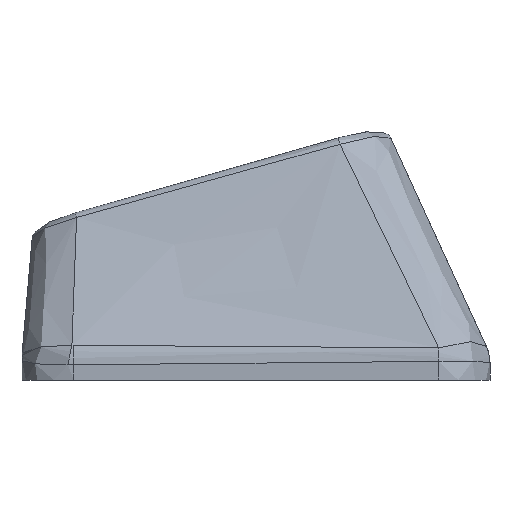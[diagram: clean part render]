
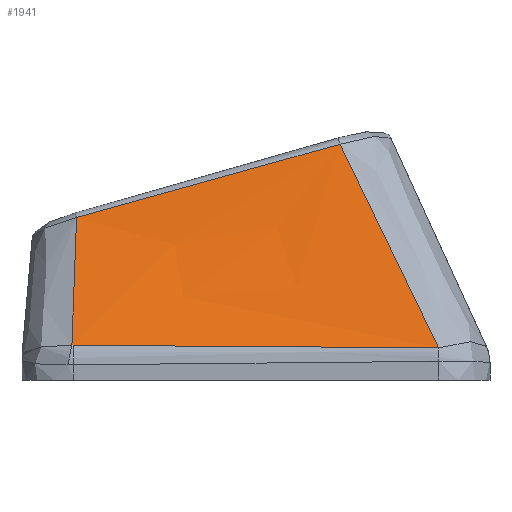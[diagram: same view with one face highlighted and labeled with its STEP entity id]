
A CAD part, left-side view. The second image highlights one B-rep face of the part: STEP entity #1941.
In plain terms, the highlighted free-form (B-spline) face has degree [3, 3] with [4, 4] control points.
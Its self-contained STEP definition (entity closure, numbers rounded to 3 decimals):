
#52=B_SPLINE_SURFACE_WITH_KNOTS('',3,3,((#4889,#4890,#4891,#4892),(#4893,
#4894,#4895,#4896),(#4897,#4898,#4899,#4900),(#4901,#4902,#4903,#4904)),
 .UNSPECIFIED.,.F.,.F.,.F.,(4,4),(4,4),(0.104,0.893),
(0.036,0.97),.UNSPECIFIED.);
#222=FACE_OUTER_BOUND('',#321,.T.);
#321=EDGE_LOOP('',(#1641,#1642,#1643,#1644,#1645,#1646));
#620=B_SPLINE_CURVE_WITH_KNOTS('',3,(#4409,#4410,#4411,#4412),
 .UNSPECIFIED.,.F.,.F.,(4,4),(0.,0.),.UNSPECIFIED.);
#622=B_SPLINE_CURVE_WITH_KNOTS('',3,(#4436,#4437,#4438,#4439),
 .UNSPECIFIED.,.F.,.F.,(4,4),(0.,1.416),.UNSPECIFIED.);
#624=B_SPLINE_CURVE_WITH_KNOTS('',3,(#4463,#4464,#4465,#4466),
 .UNSPECIFIED.,.F.,.F.,(4,4),(0.,0.005),
 .UNSPECIFIED.);
#646=B_SPLINE_CURVE_WITH_KNOTS('',3,(#4879,#4880,#4881,#4882),
 .UNSPECIFIED.,.F.,.F.,(4,4),(-0.605,-0.029),
 .UNSPECIFIED.);
#648=B_SPLINE_CURVE_WITH_KNOTS('',3,(#4906,#4907,#4908,#4909),
 .UNSPECIFIED.,.F.,.F.,(4,4),(0.035,0.961),
 .UNSPECIFIED.);
#649=B_SPLINE_CURVE_WITH_KNOTS('',3,(#4910,#4911,#4912,#4913),
 .UNSPECIFIED.,.F.,.F.,(4,4),(-1.061,0.),.UNSPECIFIED.);
#861=VERTEX_POINT('',#4368);
#865=VERTEX_POINT('',#4402);
#867=VERTEX_POINT('',#4429);
#869=VERTEX_POINT('',#4456);
#896=VERTEX_POINT('',#4878);
#897=VERTEX_POINT('',#4905);
#1139=EDGE_CURVE('',#861,#865,#620,.T.);
#1142=EDGE_CURVE('',#865,#867,#622,.T.);
#1145=EDGE_CURVE('',#867,#869,#624,.T.);
#1186=EDGE_CURVE('',#869,#896,#646,.T.);
#1188=EDGE_CURVE('',#897,#861,#648,.T.);
#1189=EDGE_CURVE('',#896,#897,#649,.T.);
#1641=ORIENTED_EDGE('',*,*,#1145,.F.);
#1642=ORIENTED_EDGE('',*,*,#1142,.F.);
#1643=ORIENTED_EDGE('',*,*,#1139,.F.);
#1644=ORIENTED_EDGE('',*,*,#1188,.F.);
#1645=ORIENTED_EDGE('',*,*,#1189,.F.);
#1646=ORIENTED_EDGE('',*,*,#1186,.F.);
#1941=ADVANCED_FACE('',(#222),#52,.T.);
#4368=CARTESIAN_POINT('',(-11.366,-7.081,0.254));
#4402=CARTESIAN_POINT('',(-11.366,-7.077,0.254));
#4409=CARTESIAN_POINT('Ctrl Pts',(-11.366,-7.081,0.254));
#4410=CARTESIAN_POINT('Ctrl Pts',(-11.366,-7.08,0.254));
#4411=CARTESIAN_POINT('Ctrl Pts',(-11.366,-7.079,0.254));
#4412=CARTESIAN_POINT('Ctrl Pts',(-11.366,-7.077,0.254));
#4429=CARTESIAN_POINT('',(-11.256,7.091,0.351));
#4436=CARTESIAN_POINT('Ctrl Pts',(-11.366,-7.077,0.254));
#4437=CARTESIAN_POINT('Ctrl Pts',(-11.346,-2.356,0.278));
#4438=CARTESIAN_POINT('Ctrl Pts',(-11.319,2.366,0.309));
#4439=CARTESIAN_POINT('Ctrl Pts',(-11.256,7.091,0.351));
#4456=CARTESIAN_POINT('',(-11.253,7.145,0.356));
#4463=CARTESIAN_POINT('Ctrl Pts',(-11.256,7.091,0.351));
#4464=CARTESIAN_POINT('Ctrl Pts',(-11.256,7.109,0.351));
#4465=CARTESIAN_POINT('Ctrl Pts',(-11.255,7.127,0.353));
#4466=CARTESIAN_POINT('Ctrl Pts',(-11.253,7.145,0.356));
#4878=CARTESIAN_POINT('',(-8.383,6.962,5.31));
#4879=CARTESIAN_POINT('Ctrl Pts',(-11.253,7.145,0.356));
#4880=CARTESIAN_POINT('Ctrl Pts',(-10.287,7.067,2.004));
#4881=CARTESIAN_POINT('Ctrl Pts',(-9.331,7.003,3.655));
#4882=CARTESIAN_POINT('Ctrl Pts',(-8.383,6.962,5.31));
#4889=CARTESIAN_POINT('Ctrl Pts',(-8.354,-3.678,8.269));
#4890=CARTESIAN_POINT('Ctrl Pts',(-9.358,-4.813,5.597));
#4891=CARTESIAN_POINT('Ctrl Pts',(-10.362,-5.947,2.926));
#4892=CARTESIAN_POINT('Ctrl Pts',(-11.366,-7.081,0.254));
#4893=CARTESIAN_POINT('Ctrl Pts',(-8.354,-0.058,
7.28));
#4894=CARTESIAN_POINT('Ctrl Pts',(-9.358,-0.819,
4.928));
#4895=CARTESIAN_POINT('Ctrl Pts',(-10.362,-1.579,2.576));
#4896=CARTESIAN_POINT('Ctrl Pts',(-11.366,-2.34,0.224));
#4897=CARTESIAN_POINT('Ctrl Pts',(-8.354,3.562,6.29));
#4898=CARTESIAN_POINT('Ctrl Pts',(-9.358,3.175,4.258));
#4899=CARTESIAN_POINT('Ctrl Pts',(-10.362,2.788,2.226));
#4900=CARTESIAN_POINT('Ctrl Pts',(-11.366,2.402,0.193));
#4901=CARTESIAN_POINT('Ctrl Pts',(-8.354,7.183,5.301));
#4902=CARTESIAN_POINT('Ctrl Pts',(-9.358,7.169,3.588));
#4903=CARTESIAN_POINT('Ctrl Pts',(-10.362,7.156,1.875));
#4904=CARTESIAN_POINT('Ctrl Pts',(-11.366,7.143,0.163));
#4905=CARTESIAN_POINT('',(-8.354,-3.263,8.156));
#4906=CARTESIAN_POINT('Ctrl Pts',(-8.354,-3.263,8.156));
#4907=CARTESIAN_POINT('Ctrl Pts',(-9.373,-4.546,5.53));
#4908=CARTESIAN_POINT('Ctrl Pts',(-10.373,-5.817,2.895));
#4909=CARTESIAN_POINT('Ctrl Pts',(-11.366,-7.081,0.254));
#4910=CARTESIAN_POINT('Ctrl Pts',(-8.383,6.962,5.31));
#4911=CARTESIAN_POINT('Ctrl Pts',(-8.374,3.551,6.247));
#4912=CARTESIAN_POINT('Ctrl Pts',(-8.362,0.143,7.199));
#4913=CARTESIAN_POINT('Ctrl Pts',(-8.354,-3.263,8.156));
